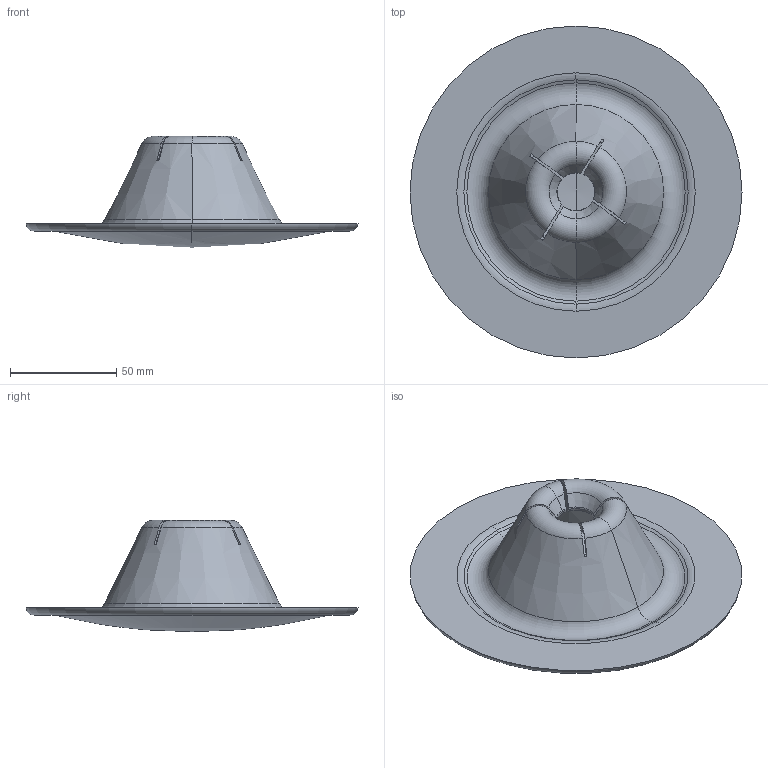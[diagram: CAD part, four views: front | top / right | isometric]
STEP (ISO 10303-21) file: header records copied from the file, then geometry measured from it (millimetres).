
FILE_DESCRIPTION(('CATIA V5 STEP Exchange','CAx-IF Rec.Pracs.--- Model Styling and Organization---1.4--- 2014-01-23'),'2;1');
FILE_NAME('Grey Cap.stp','2020-09-04T17:41:34+00:00',('none'),('none'),'CATIA Version 5-6 Release 2016 SP6','CATIA V5 STEP AP214','none');
FILE_SCHEMA(('AUTOMOTIVE_DESIGN { 1 0 10303 214 1 1 1 1 }'));
Length unit declared in the file: millimetre
Products named in the file (1): Grey Cap
Bounding box: 156.29 x 156.29 x 52.38 mm (x, y, z)
Volume: 55109.3 mm3; surface area: 87030.5 mm2
Topology: 1 solids, 1 shells, 92 faces, 230 edges, 140 vertices
Faces by surface type: torus 34, cone 32, plane 16, bspline 6, sphere 4
Entity records: 2814 total; most frequent: CARTESIAN_POINT 1068, ORIENTED_EDGE 452, EDGE_CURVE 226, DIRECTION 192, VERTEX_POINT 140, AXIS2_PLACEMENT_3D 139, CIRCLE 108, EDGE_LOOP 96
